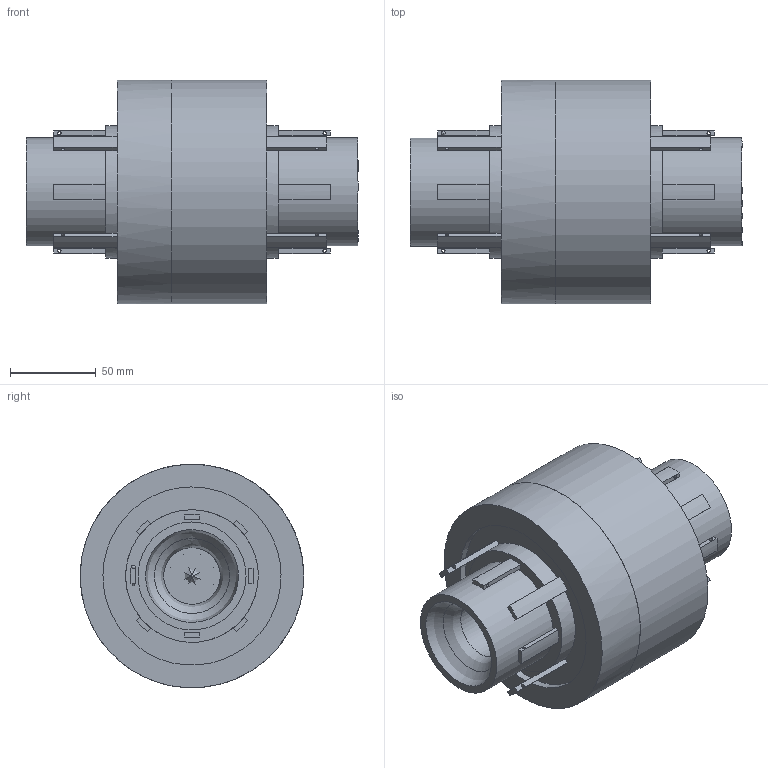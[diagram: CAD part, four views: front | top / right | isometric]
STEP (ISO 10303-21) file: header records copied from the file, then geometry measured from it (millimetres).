
FILE_DESCRIPTION(('FreeCAD Model'),'2;1');
FILE_NAME('Open CASCADE Shape Model','2025-04-27T07:26:09',('FreeCAD'),( 'FreeCAD'),'Open CASCADE STEP processor 7.6','FreeCAD','Unknown');
FILE_SCHEMA(('AUTOMOTIVE_DESIGN { 1 0 10303 214 1 1 1 1 }'));
Length unit declared in the file: millimetre
Products named in the file (1): Open CASCADE STEP translator 7.6 1
Bounding box: 193.89 x 130.57 x 130.57 mm (x, y, z)
Volume: 1137650.4 mm3; surface area: 382659.2 mm2
Topology: 35 solids, 39 shells, 487 faces, 1217 edges, 806 vertices
Faces by surface type: bspline 487
Entity records: 19072 total; most frequent: CARTESIAN_POINT 12075, ORIENTED_EDGE 2400, EDGE_CURVE 1200, VERTEX_POINT 798, FACE_BOUND 624, EDGE_LOOP 624, B_SPLINE_CURVE_WITH_KNOTS 594, ADVANCED_FACE 479
